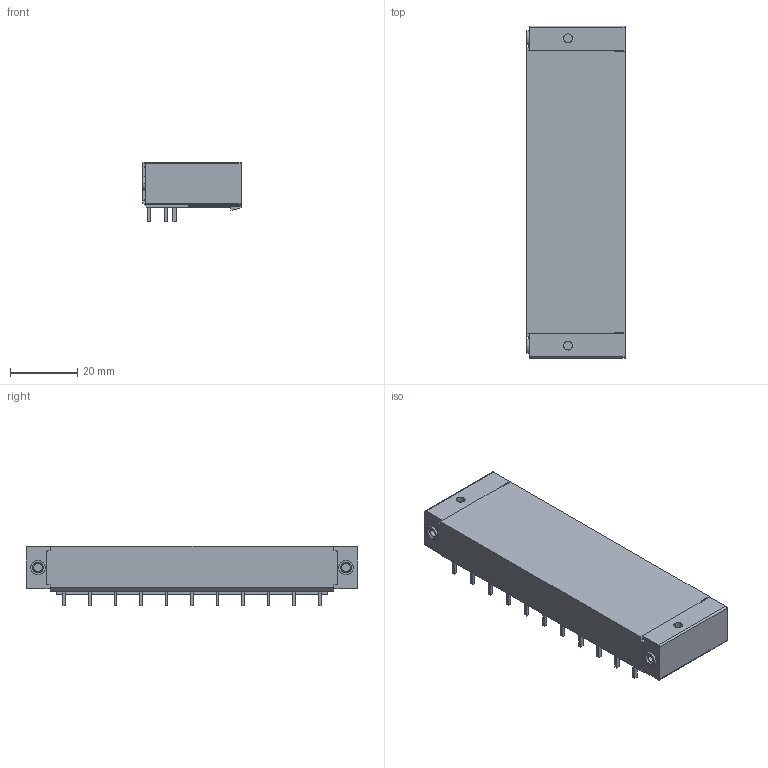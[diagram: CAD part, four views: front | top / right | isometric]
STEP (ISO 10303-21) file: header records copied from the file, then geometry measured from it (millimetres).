
FILE_DESCRIPTION((''),'2;1');
FILE_NAME('TLPHW-501RL','2024-09-12T14:03:56',('sheji'),(''),'CREO PARAMETRIC BY PTC INC, 2018100','CREO PARAMETRIC BY PTC INC, 2018100','');
FILE_SCHEMA(('CONFIG_CONTROL_DESIGN'));
Length unit declared in the file: millimetre
Products named in the file (1): TLPHW-501RL
Bounding box: 29.25 x 99.06 x 17.77 mm (x, y, z)
Volume: 25899.9 mm3; surface area: 19276.1 mm2
Topology: 1 solids, 1 shells, 976 faces, 2697 edges, 1786 vertices
Faces by surface type: plane 737, cylinder 237, cone 2
Entity records: 30926 total; most frequent: CARTESIAN_POINT 5506, ORIENTED_EDGE 5394, DIRECTION 5107, EDGE_CURVE 2697, VECTOR 2219, LINE 2219, VERTEX_POINT 1786, AXIS2_PLACEMENT_3D 1444
